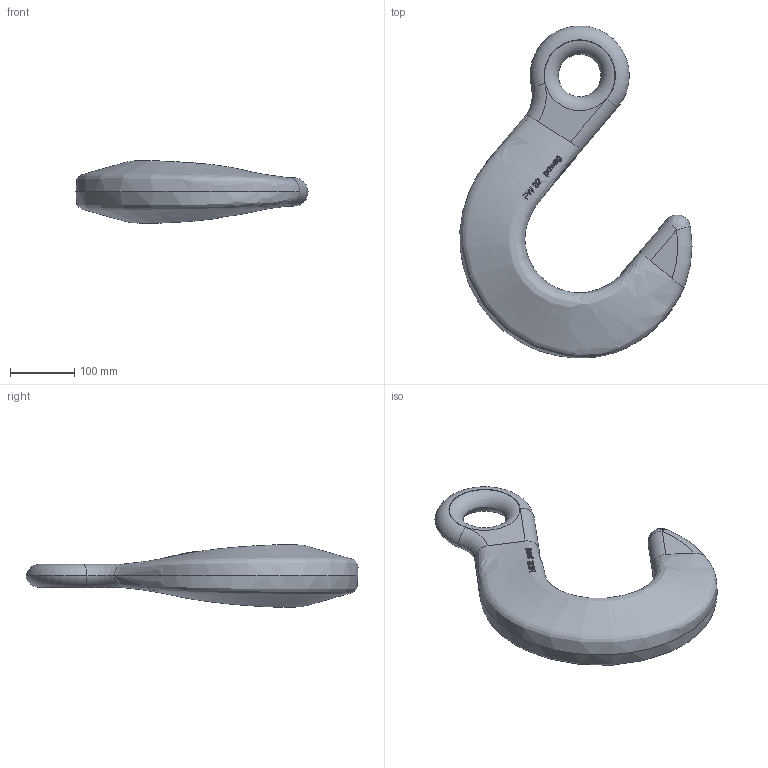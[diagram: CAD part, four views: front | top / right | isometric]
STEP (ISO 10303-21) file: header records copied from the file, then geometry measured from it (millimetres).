
FILE_DESCRIPTION(/* description */ (''),/* implementation_level */ '2;1');
FILE_NAME(/* name */ 'pewag_FW_32.stp',/* time_stamp */ '2024-09-18T15:26:42+02:00',/* author */ (''),/* organization */ (''),/* preprocessor_version */ 'ST-DEVELOPER v16',/* originating_system */ 'SIEMENS PLM Software NX 11.0',/* authorisation */ '');
FILE_SCHEMA (('AUTOMOTIVE_DESIGN { 1 0 10303 214 3 1 1 1 }'));
Length unit declared in the file: millimetre
Products named in the file (1): KSE68CC197D0fvq
Bounding box: 359.93 x 514.83 x 97.09 mm (x, y, z)
Volume: 4256624.1 mm3; surface area: 233250.1 mm2
Topology: 1 solids, 1 shells, 121 faces, 314 edges, 206 vertices
Faces by surface type: plane 53, extrusion 42, bspline 16, torus 7, cylinder 3
Entity records: 17381 total; most frequent: CARTESIAN_POINT 14832, ORIENTED_EDGE 618, EDGE_CURVE 309, DIRECTION 296, B_SPLINE_CURVE_WITH_KNOTS 240, VERTEX_POINT 205, VECTOR 138, EDGE_LOOP 138
